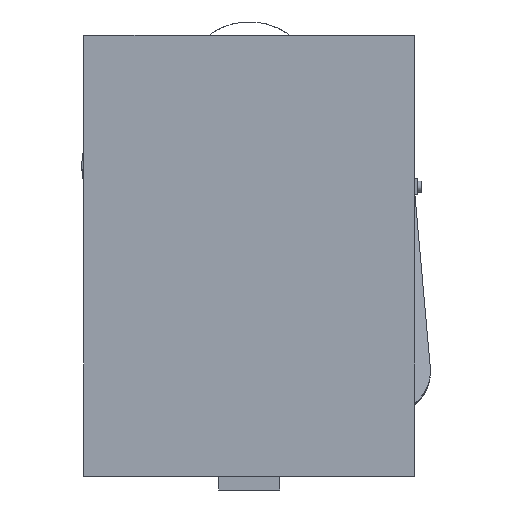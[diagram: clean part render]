
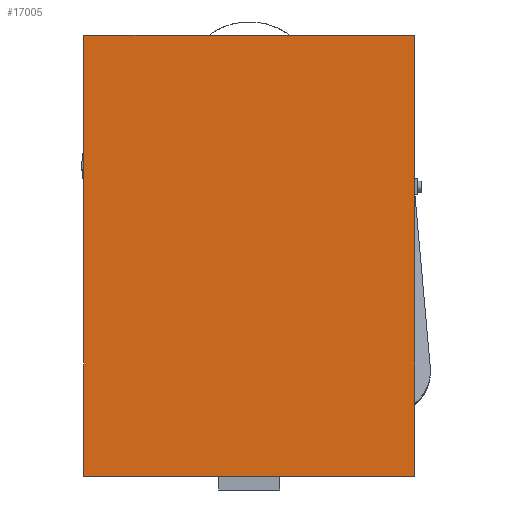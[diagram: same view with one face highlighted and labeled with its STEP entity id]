
A CAD part, front view. The second image highlights one B-rep face of the part: STEP entity #17005.
In plain terms, the highlighted planar face has unit normal (0, -1, 0).
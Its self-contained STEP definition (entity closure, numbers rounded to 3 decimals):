
#1441=FACE_OUTER_BOUND('',#2417,.T.);
#2417=EDGE_LOOP('',(#13507,#13508,#13509,#13510));
#3638=LINE('',#25736,#5596);
#3736=LINE('',#27972,#5694);
#3738=LINE('',#27977,#5696);
#3762=LINE('',#28023,#5720);
#5596=VECTOR('',#20283,10.);
#5694=VECTOR('',#20453,10.);
#5696=VECTOR('',#20457,10.);
#5720=VECTOR('',#20483,10.);
#7483=VERTEX_POINT('',#25733);
#7484=VERTEX_POINT('',#25735);
#7574=VERTEX_POINT('',#27970);
#7575=VERTEX_POINT('',#27974);
#9353=EDGE_CURVE('',#7484,#7483,#3638,.T.);
#9504=EDGE_CURVE('',#7483,#7574,#3736,.T.);
#9506=EDGE_CURVE('',#7574,#7575,#3738,.T.);
#9530=EDGE_CURVE('',#7575,#7484,#3762,.T.);
#13507=ORIENTED_EDGE('',*,*,#9504,.T.);
#13508=ORIENTED_EDGE('',*,*,#9506,.T.);
#13509=ORIENTED_EDGE('',*,*,#9530,.T.);
#13510=ORIENTED_EDGE('',*,*,#9353,.T.);
#16208=PLANE('',#18120);
#17005=ADVANCED_FACE('',(#1441),#16208,.T.);
#18120=AXIS2_PLACEMENT_3D('',#28894,#21131,#21132);
#20283=DIRECTION('',(-1.,0.,0.));
#20453=DIRECTION('',(0.,0.,-1.));
#20457=DIRECTION('',(1.,0.,0.));
#20483=DIRECTION('',(0.,0.,1.));
#21131=DIRECTION('center_axis',(0.,-1.,0.));
#21132=DIRECTION('ref_axis',(0.,0.,-1.));
#25733=CARTESIAN_POINT('',(-322.92,-315.,481.583));
#25735=CARTESIAN_POINT('',(277.08,-315.,481.583));
#25736=CARTESIAN_POINT('',(-322.92,-315.,481.583));
#27970=CARTESIAN_POINT('',(-322.92,-315.,-318.417));
#27972=CARTESIAN_POINT('',(-322.92,-315.,-318.417));
#27974=CARTESIAN_POINT('',(277.08,-315.,-318.417));
#27977=CARTESIAN_POINT('',(277.08,-315.,-318.417));
#28023=CARTESIAN_POINT('',(277.08,-315.,481.583));
#28894=CARTESIAN_POINT('Origin',(-22.92,-315.,81.583));
